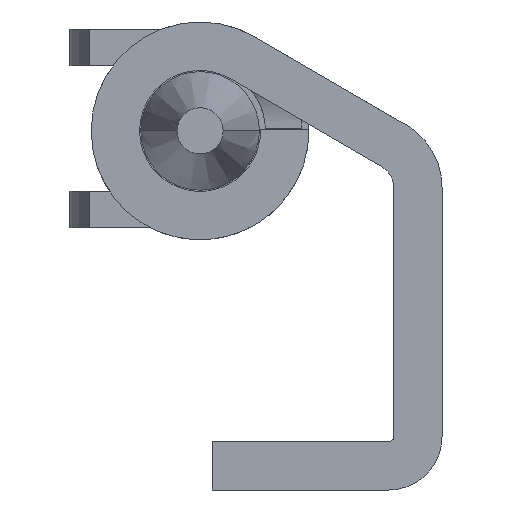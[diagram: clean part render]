
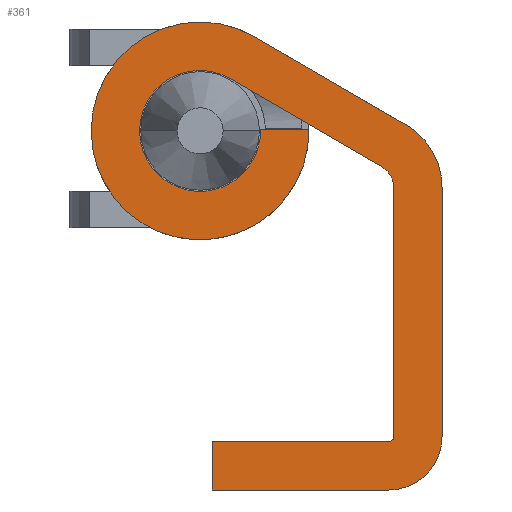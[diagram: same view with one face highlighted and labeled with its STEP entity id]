
A CAD part, left-side view. The second image highlights one B-rep face of the part: STEP entity #361.
In plain terms, the highlighted planar face has unit normal (-1, 0, 0).
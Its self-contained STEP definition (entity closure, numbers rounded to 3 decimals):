
#129=CARTESIAN_POINT('Vertex',(-22.5,3.558,3.048)) ;
#134=CARTESIAN_POINT('Line Origine',(-22.5,3.558,8.198)) ;
#138=CARTESIAN_POINT('Vertex',(-22.5,3.558,13.348)) ;
#191=CARTESIAN_POINT('Vertex',(-22.5,1.558,13.348)) ;
#196=CARTESIAN_POINT('Line Origine',(-22.5,1.558,8.198)) ;
#200=CARTESIAN_POINT('Vertex',(-22.5,1.558,3.048)) ;
#244=CARTESIAN_POINT('Axis2P3D Location',(-22.5,0.,0.)) ;
#249=CARTESIAN_POINT('Axis2P3D Location',(-22.5,3.758,3.048)) ;
#253=CARTESIAN_POINT('Vertex',(-22.5,3.758,0.848)) ;
#256=CARTESIAN_POINT('Axis2P3D Location',(-22.5,4.558,13.348)) ;
#260=CARTESIAN_POINT('Vertex',(-22.5,3.049,15.941)) ;
#263=CARTESIAN_POINT('Line Origine',(-22.5,6.171,17.758)) ;
#267=CARTESIAN_POINT('Vertex',(-22.5,9.294,19.576)) ;
#270=CARTESIAN_POINT('Axis2P3D Location',(-22.5,11.558,15.687)) ;
#274=CARTESIAN_POINT('Vertex',(-22.5,16.058,15.687)) ;
#277=CARTESIAN_POINT('Axis2P3D Location',(-22.5,11.558,15.687)) ;
#281=CARTESIAN_POINT('Vertex',(-22.5,7.058,15.748)) ;
#284=CARTESIAN_POINT('Line Origine',(-22.5,8.058,15.748)) ;
#288=CARTESIAN_POINT('Vertex',(-22.5,9.058,15.748)) ;
#291=CARTESIAN_POINT('Axis2P3D Location',(-22.5,11.558,15.687)) ;
#295=CARTESIAN_POINT('Vertex',(-22.5,14.058,15.687)) ;
#298=CARTESIAN_POINT('Axis2P3D Location',(-22.5,11.558,15.687)) ;
#302=CARTESIAN_POINT('Vertex',(-22.5,10.3,17.847)) ;
#305=CARTESIAN_POINT('Line Origine',(-22.5,7.177,16.03)) ;
#309=CARTESIAN_POINT('Vertex',(-22.5,4.055,14.212)) ;
#312=CARTESIAN_POINT('Axis2P3D Location',(-22.5,4.558,13.348)) ;
#317=CARTESIAN_POINT('Axis2P3D Location',(-22.5,3.758,3.048)) ;
#321=CARTESIAN_POINT('Vertex',(-22.5,3.758,2.848)) ;
#324=CARTESIAN_POINT('Line Origine',(-22.5,7.408,2.848)) ;
#328=CARTESIAN_POINT('Vertex',(-22.5,11.058,2.848)) ;
#331=CARTESIAN_POINT('Line Origine',(-22.5,11.058,1.848)) ;
#335=CARTESIAN_POINT('Vertex',(-22.5,11.058,0.848)) ;
#338=CARTESIAN_POINT('Line Origine',(-22.5,7.408,0.848)) ;
#135=DIRECTION('Vector Direction',(0.,0.,1.)) ;
#197=DIRECTION('Vector Direction',(0.,0.,-1.)) ;
#245=DIRECTION('Axis2P3D Direction',(1.,0.,0.)) ;
#246=DIRECTION('Axis2P3D XDirection',(0.,1.,0.)) ;
#250=DIRECTION('Axis2P3D Direction',(1.,0.,0.)) ;
#257=DIRECTION('Axis2P3D Direction',(1.,0.,0.)) ;
#264=DIRECTION('Vector Direction',(0.,-0.864,-0.503)) ;
#271=DIRECTION('Axis2P3D Direction',(1.,0.,0.)) ;
#278=DIRECTION('Axis2P3D Direction',(1.,0.,0.)) ;
#285=DIRECTION('Vector Direction',(0.,-1.,0.)) ;
#292=DIRECTION('Axis2P3D Direction',(1.,0.,0.)) ;
#299=DIRECTION('Axis2P3D Direction',(1.,0.,0.)) ;
#306=DIRECTION('Vector Direction',(0.,0.864,0.503)) ;
#313=DIRECTION('Axis2P3D Direction',(1.,0.,0.)) ;
#318=DIRECTION('Axis2P3D Direction',(1.,0.,0.)) ;
#325=DIRECTION('Vector Direction',(0.,-1.,0.)) ;
#332=DIRECTION('Vector Direction',(0.,0.,1.)) ;
#339=DIRECTION('Vector Direction',(0.,1.,0.)) ;
#247=AXIS2_PLACEMENT_3D('Plane Axis2P3D',#244,#245,#246) ;
#251=AXIS2_PLACEMENT_3D('Circle Axis2P3D',#249,#250,$) ;
#258=AXIS2_PLACEMENT_3D('Circle Axis2P3D',#256,#257,$) ;
#272=AXIS2_PLACEMENT_3D('Circle Axis2P3D',#270,#271,$) ;
#279=AXIS2_PLACEMENT_3D('Circle Axis2P3D',#277,#278,$) ;
#293=AXIS2_PLACEMENT_3D('Circle Axis2P3D',#291,#292,$) ;
#300=AXIS2_PLACEMENT_3D('Circle Axis2P3D',#298,#299,$) ;
#314=AXIS2_PLACEMENT_3D('Circle Axis2P3D',#312,#313,$) ;
#319=AXIS2_PLACEMENT_3D('Circle Axis2P3D',#317,#318,$) ;
#344=ORIENTED_EDGE('',*,*,#255,.F.) ;
#345=ORIENTED_EDGE('',*,*,#202,.F.) ;
#346=ORIENTED_EDGE('',*,*,#262,.F.) ;
#347=ORIENTED_EDGE('',*,*,#269,.F.) ;
#348=ORIENTED_EDGE('',*,*,#276,.F.) ;
#349=ORIENTED_EDGE('',*,*,#283,.F.) ;
#350=ORIENTED_EDGE('',*,*,#290,.F.) ;
#351=ORIENTED_EDGE('',*,*,#297,.F.) ;
#352=ORIENTED_EDGE('',*,*,#304,.F.) ;
#353=ORIENTED_EDGE('',*,*,#311,.F.) ;
#354=ORIENTED_EDGE('',*,*,#316,.F.) ;
#355=ORIENTED_EDGE('',*,*,#140,.F.) ;
#356=ORIENTED_EDGE('',*,*,#323,.F.) ;
#357=ORIENTED_EDGE('',*,*,#330,.F.) ;
#358=ORIENTED_EDGE('',*,*,#337,.F.) ;
#359=ORIENTED_EDGE('',*,*,#342,.F.) ;
#136=VECTOR('Line Direction',#135,1.) ;
#198=VECTOR('Line Direction',#197,1.) ;
#265=VECTOR('Line Direction',#264,1.) ;
#286=VECTOR('Line Direction',#285,1.) ;
#307=VECTOR('Line Direction',#306,1.) ;
#326=VECTOR('Line Direction',#325,1.) ;
#333=VECTOR('Line Direction',#332,1.) ;
#340=VECTOR('Line Direction',#339,1.) ;
#361=ADVANCED_FACE('PartBody',(#360),#248,.F.) ;
#252=CIRCLE('generated circle',#251,2.2) ;
#259=CIRCLE('generated circle',#258,3.) ;
#273=CIRCLE('generated circle',#272,4.5) ;
#280=CIRCLE('generated circle',#279,4.5) ;
#294=CIRCLE('generated circle',#293,2.5) ;
#301=CIRCLE('generated circle',#300,2.5) ;
#315=CIRCLE('generated circle',#314,1.) ;
#320=CIRCLE('generated circle',#319,0.2) ;
#140=EDGE_CURVE('',#130,#139,#137,.T.) ;
#202=EDGE_CURVE('',#192,#201,#199,.T.) ;
#255=EDGE_CURVE('',#201,#254,#252,.T.) ;
#262=EDGE_CURVE('',#261,#192,#259,.T.) ;
#269=EDGE_CURVE('',#268,#261,#266,.T.) ;
#276=EDGE_CURVE('',#275,#268,#273,.T.) ;
#283=EDGE_CURVE('',#282,#275,#280,.T.) ;
#290=EDGE_CURVE('',#289,#282,#287,.T.) ;
#297=EDGE_CURVE('',#296,#289,#294,.F.) ;
#304=EDGE_CURVE('',#303,#296,#301,.F.) ;
#311=EDGE_CURVE('',#310,#303,#308,.T.) ;
#316=EDGE_CURVE('',#139,#310,#315,.F.) ;
#323=EDGE_CURVE('',#322,#130,#320,.F.) ;
#330=EDGE_CURVE('',#329,#322,#327,.T.) ;
#337=EDGE_CURVE('',#336,#329,#334,.T.) ;
#342=EDGE_CURVE('',#254,#336,#341,.T.) ;
#343=EDGE_LOOP('',(#344,#345,#346,#347,#348,#349,#350,#351,#352,#353,#354,#355,#356,#357,#358,#359)) ;
#360=FACE_OUTER_BOUND('',#343,.T.) ;
#137=LINE('Line',#134,#136) ;
#199=LINE('Line',#196,#198) ;
#266=LINE('Line',#263,#265) ;
#287=LINE('Line',#284,#286) ;
#308=LINE('Line',#305,#307) ;
#327=LINE('Line',#324,#326) ;
#334=LINE('Line',#331,#333) ;
#341=LINE('Line',#338,#340) ;
#248=PLANE('Plane',#247) ;
#130=VERTEX_POINT('',#129) ;
#139=VERTEX_POINT('',#138) ;
#192=VERTEX_POINT('',#191) ;
#201=VERTEX_POINT('',#200) ;
#254=VERTEX_POINT('',#253) ;
#261=VERTEX_POINT('',#260) ;
#268=VERTEX_POINT('',#267) ;
#275=VERTEX_POINT('',#274) ;
#282=VERTEX_POINT('',#281) ;
#289=VERTEX_POINT('',#288) ;
#296=VERTEX_POINT('',#295) ;
#303=VERTEX_POINT('',#302) ;
#310=VERTEX_POINT('',#309) ;
#322=VERTEX_POINT('',#321) ;
#329=VERTEX_POINT('',#328) ;
#336=VERTEX_POINT('',#335) ;
